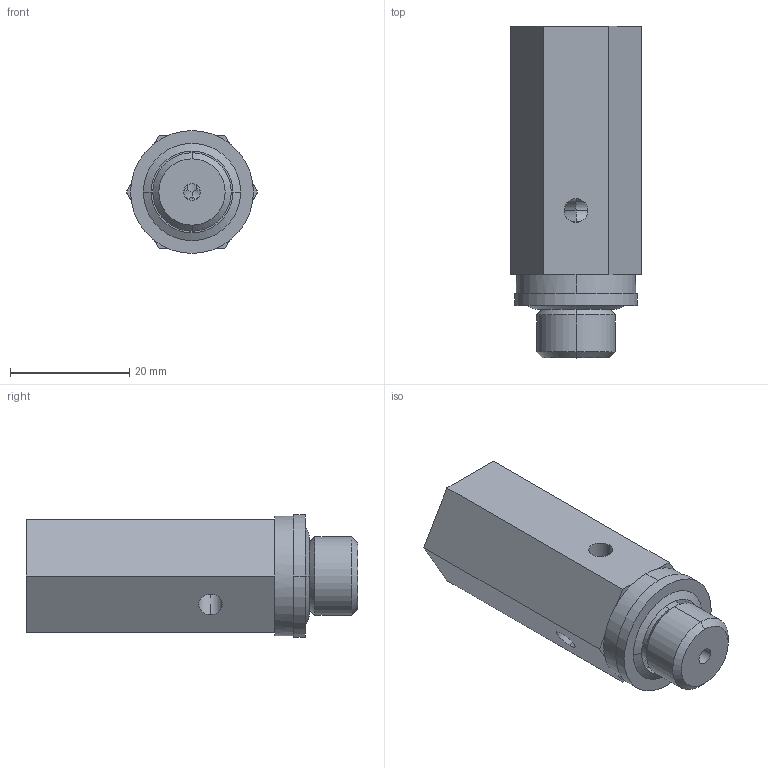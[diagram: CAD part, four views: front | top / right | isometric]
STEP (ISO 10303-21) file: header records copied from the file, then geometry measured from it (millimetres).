
FILE_DESCRIPTION((''),'2;1');
FILE_NAME('ILCMV47063871','2018-05-17T',('bcd'),(''),'PRO/ENGINEER BY PARAMETRIC TECHNOLOGY CORPORATION, 2013320','PRO/ENGINEER BY PARAMETRIC TECHNOLOGY CORPORATION, 2013320','');
FILE_SCHEMA(('AUTOMOTIVE_DESIGN { 1 0 10303 214 1 1 1 1 }'));
Length unit declared in the file: millimetre
Products named in the file (1): ILCMV47063871
Bounding box: 22 x 55.63 x 20.6 mm (x, y, z)
Volume: 15327.1 mm3; surface area: 4949.4 mm2
Topology: 1 solids, 1 shells, 56 faces, 130 edges, 79 vertices
Faces by surface type: plane 28, cylinder 22, cone 6
Entity records: 1708 total; most frequent: CARTESIAN_POINT 344, DIRECTION 286, ORIENTED_EDGE 260, EDGE_CURVE 130, AXIS2_PLACEMENT_3D 111, VERTEX_POINT 79, EDGE_LOOP 65, VECTOR 64
